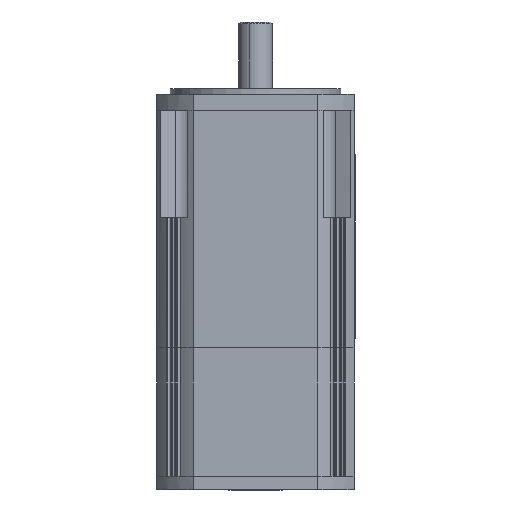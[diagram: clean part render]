
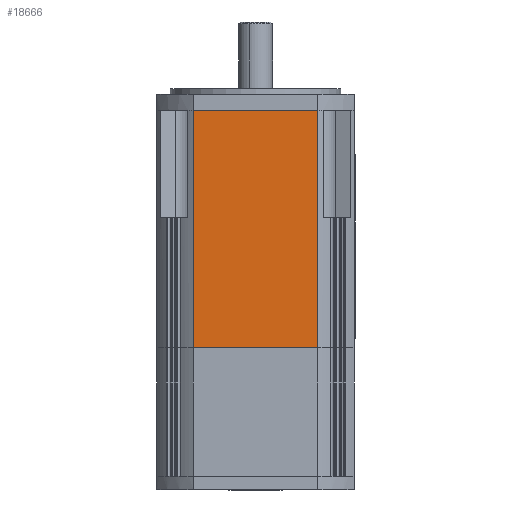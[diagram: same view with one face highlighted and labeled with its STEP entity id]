
A CAD part, front view. The second image highlights one B-rep face of the part: STEP entity #18666.
In plain terms, the highlighted planar face has unit normal (0, -1, 0).
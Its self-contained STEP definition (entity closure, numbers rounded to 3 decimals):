
#18627=CARTESIAN_POINT('',(34.641,-55.0,0.0));
#18628=DIRECTION('',(0.0,-1.0,0.0));
#18629=DIRECTION('',(0.0,0.0,-1.0));
#18630=AXIS2_PLACEMENT_3D('',#18627,#18628,#18629);
#18631=PLANE('',#18630);
#18632=CARTESIAN_POINT('',(34.641,-55.0,132.5));
#18633=VERTEX_POINT('',#18632);
#18634=CARTESIAN_POINT('',(-34.641,-55.0,132.5));
#18635=VERTEX_POINT('',#18634);
#18636=CARTESIAN_POINT('',(34.641,-55.0,132.5));
#18637=DIRECTION('',(-1.0,0.0,0.0));
#18638=VECTOR('',#18637,69.282);
#18639=LINE('',#18636,#18638);
#18640=EDGE_CURVE('',#18633,#18635,#18639,.T.);
#18641=ORIENTED_EDGE('',*,*,#18640,.T.);
#18642=CARTESIAN_POINT('',(-34.641,-55.0,0.0));
#18643=VERTEX_POINT('',#18642);
#18644=CARTESIAN_POINT('',(-34.641,-55.0,0.0));
#18645=DIRECTION('',(0.0,0.0,1.0));
#18646=VECTOR('',#18645,132.5);
#18647=LINE('',#18644,#18646);
#18648=EDGE_CURVE('',#18643,#18635,#18647,.T.);
#18649=ORIENTED_EDGE('',*,*,#18648,.F.);
#18650=CARTESIAN_POINT('',(34.641,-55.0,0.0));
#18651=VERTEX_POINT('',#18650);
#18652=CARTESIAN_POINT('',(34.641,-55.0,0.0));
#18653=DIRECTION('',(-1.0,0.0,0.0));
#18654=VECTOR('',#18653,69.282);
#18655=LINE('',#18652,#18654);
#18656=EDGE_CURVE('',#18651,#18643,#18655,.T.);
#18657=ORIENTED_EDGE('',*,*,#18656,.F.);
#18658=CARTESIAN_POINT('',(34.641,-55.0,0.0));
#18659=DIRECTION('',(0.0,0.0,1.0));
#18660=VECTOR('',#18659,132.5);
#18661=LINE('',#18658,#18660);
#18662=EDGE_CURVE('',#18651,#18633,#18661,.T.);
#18663=ORIENTED_EDGE('',*,*,#18662,.T.);
#18664=EDGE_LOOP('',(#18641,#18649,#18657,#18663));
#18665=FACE_OUTER_BOUND('',#18664,.T.);
#18666=ADVANCED_FACE('',(#18665),#18631,.T.);
